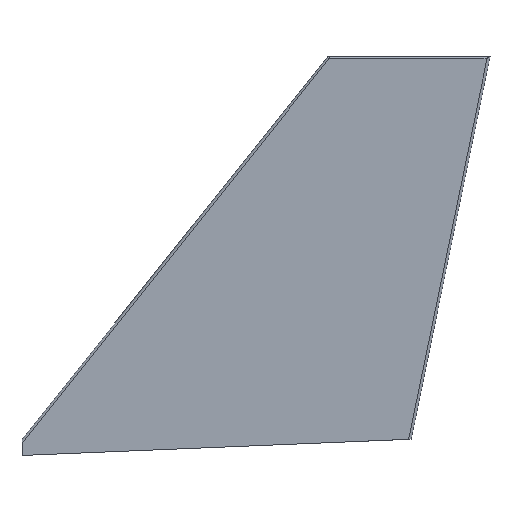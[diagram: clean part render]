
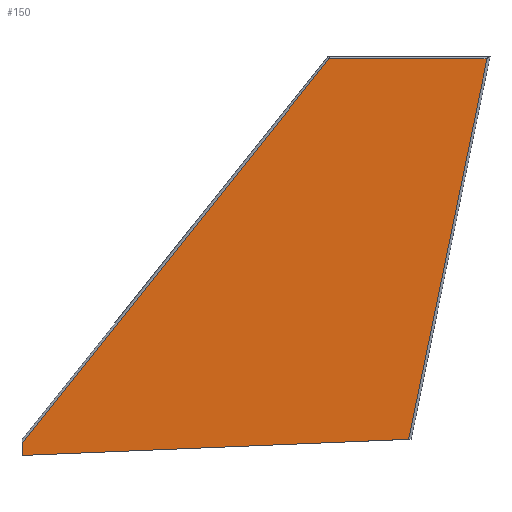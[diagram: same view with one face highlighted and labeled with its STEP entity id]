
A CAD part, top view. The second image highlights one B-rep face of the part: STEP entity #150.
In plain terms, the highlighted planar face has unit normal (0, 0, 1).
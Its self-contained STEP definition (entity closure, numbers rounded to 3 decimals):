
#19=PLANE('',#177);
#28=FACE_OUTER_BOUND('',#37,.T.);
#37=EDGE_LOOP('',(#129,#130,#131,#132,#133));
#43=LINE('',#236,#57);
#50=LINE('',#253,#64);
#52=LINE('',#257,#66);
#54=LINE('',#261,#68);
#55=LINE('',#262,#69);
#57=VECTOR('',#192,10.);
#64=VECTOR('',#209,10.);
#66=VECTOR('',#213,10.);
#68=VECTOR('',#217,10.);
#69=VECTOR('',#218,10.);
#73=VERTEX_POINT('',#227);
#77=VERTEX_POINT('',#234);
#82=VERTEX_POINT('',#252);
#83=VERTEX_POINT('',#256);
#84=VERTEX_POINT('',#260);
#89=EDGE_CURVE('',#77,#73,#43,.T.);
#97=EDGE_CURVE('',#73,#82,#50,.T.);
#99=EDGE_CURVE('',#83,#82,#52,.T.);
#101=EDGE_CURVE('',#84,#77,#54,.T.);
#102=EDGE_CURVE('',#84,#83,#55,.T.);
#129=ORIENTED_EDGE('',*,*,#89,.F.);
#130=ORIENTED_EDGE('',*,*,#101,.F.);
#131=ORIENTED_EDGE('',*,*,#102,.T.);
#132=ORIENTED_EDGE('',*,*,#99,.T.);
#133=ORIENTED_EDGE('',*,*,#97,.F.);
#150=ADVANCED_FACE('',(#28),#19,.T.);
#177=AXIS2_PLACEMENT_3D('',#259,#215,#216);
#192=DIRECTION('',(1.,0.,0.));
#209=DIRECTION('',(-0.202,-0.979,0.));
#213=DIRECTION('',(0.999,0.042,0.));
#215=DIRECTION('center_axis',(0.,0.,1.));
#216=DIRECTION('ref_axis',(1.,0.,0.));
#217=DIRECTION('',(0.624,0.781,0.));
#218=DIRECTION('',(0.,-1.,0.));
#227=CARTESIAN_POINT('',(287.296,239.355,3.));
#234=CARTESIAN_POINT('',(189.859,239.355,3.));
#236=CARTESIAN_POINT('',(216.965,239.355,3.));
#252=CARTESIAN_POINT('',(238.905,4.736,3.));
#253=CARTESIAN_POINT('',(248.21,49.849,3.));
#256=CARTESIAN_POINT('',(0.45,-5.2,3.));
#257=CARTESIAN_POINT('',(0.45,-5.2,3.));
#259=CARTESIAN_POINT('Origin',(144.794,117.828,3.));
#260=CARTESIAN_POINT('',(0.45,2.398,3.));
#261=CARTESIAN_POINT('',(151.664,191.572,3.));
#262=CARTESIAN_POINT('',(0.45,4.8,3.));
